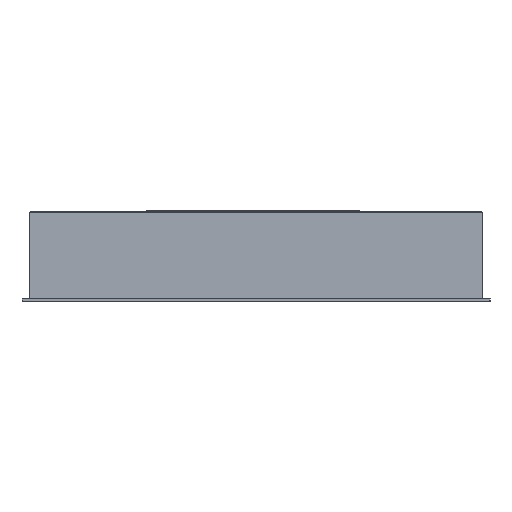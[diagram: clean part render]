
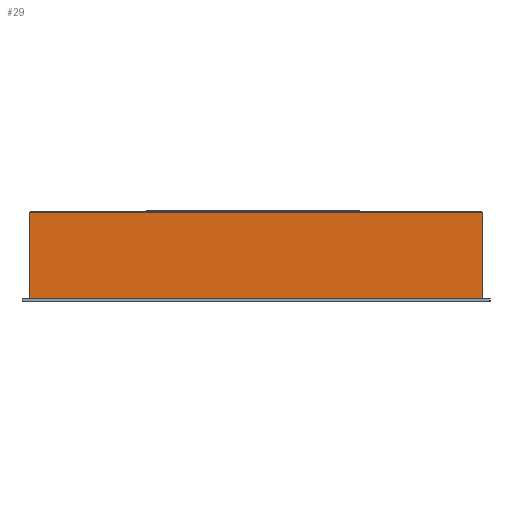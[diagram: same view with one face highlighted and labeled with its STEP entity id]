
A CAD part, left-side view. The second image highlights one B-rep face of the part: STEP entity #29.
In plain terms, the highlighted planar face has unit normal (-1, 0, 0).
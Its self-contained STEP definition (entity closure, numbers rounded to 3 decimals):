
#20 = EDGE_CURVE ( 'NONE', #46, #43, #700, .T. ) ;
#23 = ORIENTED_EDGE ( 'NONE', *, *, #27, .F. ) ;
#26 = ORIENTED_EDGE ( 'NONE', *, *, #47, .T. ) ;
#27 = EDGE_CURVE ( 'NONE', #43, #51, #824, .T. ) ;
#28 = EDGE_CURVE ( 'NONE', #53, #51, #784, .T. ) ;
#29 = ADVANCED_FACE ( 'NONE', ( #789 ), #811, .F. ) ;
#43 = VERTEX_POINT ( 'NONE', #704 ) ;
#46 = VERTEX_POINT ( 'NONE', #703 ) ;
#47 = EDGE_CURVE ( 'NONE', #46, #53, #695, .T. ) ;
#51 = VERTEX_POINT ( 'NONE', #679 ) ;
#53 = VERTEX_POINT ( 'NONE', #757 ) ;
#63 = ORIENTED_EDGE ( 'NONE', *, *, #28, .T. ) ;
#64 = EDGE_LOOP ( 'NONE', ( #63, #23, #73, #26 ) ) ;
#73 = ORIENTED_EDGE ( 'NONE', *, *, #20, .F. ) ;
#679 = CARTESIAN_POINT ( 'NONE',  ( -3.15, -1.6, 0.61 ) ) ;
#692 = DIRECTION ( 'NONE',  ( 0., -1., 0. ) ) ;
#693 = VECTOR ( 'NONE', #692, 1000. ) ;
#694 = CARTESIAN_POINT ( 'NONE',  ( -3.15, 1.6, 0. ) ) ;
#695 = LINE ( 'NONE', #694, #693 ) ;
#699 = CARTESIAN_POINT ( 'NONE',  ( -3.15, 1.6, 0.61 ) ) ;
#700 = LINE ( 'NONE', #699, #786 ) ;
#703 = CARTESIAN_POINT ( 'NONE',  ( -3.15, 1.6, 0. ) ) ;
#704 = CARTESIAN_POINT ( 'NONE',  ( -3.15, 1.6, 0.61 ) ) ;
#757 = CARTESIAN_POINT ( 'NONE',  ( -3.15, -1.6, 0. ) ) ;
#776 = DIRECTION ( 'NONE',  ( 0., 0., -1. ) ) ;
#777 = DIRECTION ( 'NONE',  ( 1., 0., 0. ) ) ;
#778 = CARTESIAN_POINT ( 'NONE',  ( -3.15, 1.6, 0.61 ) ) ;
#784 = LINE ( 'NONE', #816, #815 ) ;
#785 = DIRECTION ( 'NONE',  ( 0., 0., 1. ) ) ;
#786 = VECTOR ( 'NONE', #785, 1000. ) ;
#789 = FACE_OUTER_BOUND ( 'NONE', #64, .T. ) ;
#811 = PLANE ( 'NONE',  #818 ) ;
#814 = DIRECTION ( 'NONE',  ( 0., 0., 1. ) ) ;
#815 = VECTOR ( 'NONE', #814, 1000. ) ;
#816 = CARTESIAN_POINT ( 'NONE',  ( -3.15, -1.6, 0.61 ) ) ;
#818 = AXIS2_PLACEMENT_3D ( 'NONE', #778, #777, #776 ) ;
#819 = DIRECTION ( 'NONE',  ( 0., -1., 0. ) ) ;
#820 = VECTOR ( 'NONE', #819, 1000. ) ;
#823 = CARTESIAN_POINT ( 'NONE',  ( -3.15, 1.6, 0.61 ) ) ;
#824 = LINE ( 'NONE', #823, #820 ) ;
